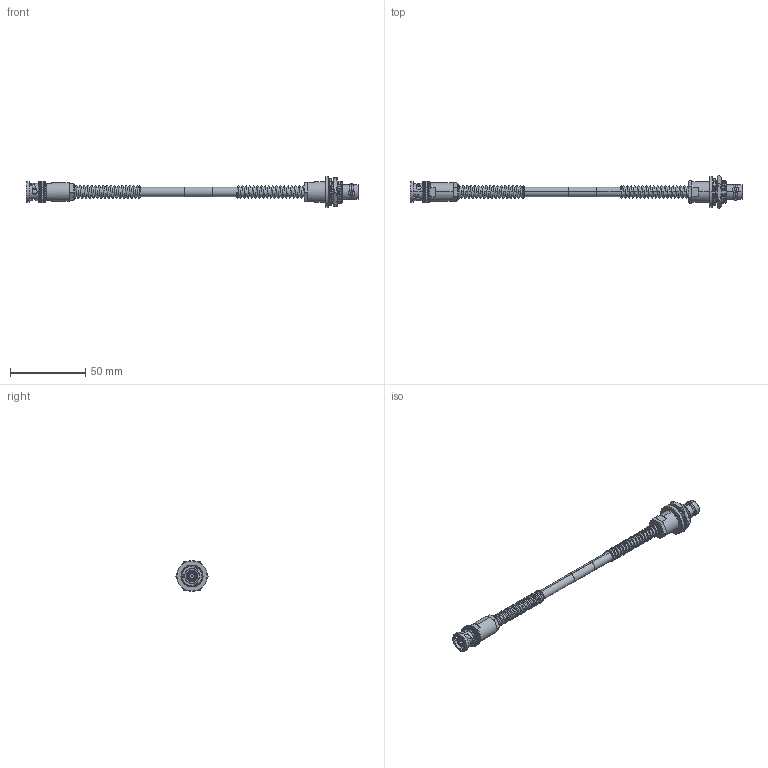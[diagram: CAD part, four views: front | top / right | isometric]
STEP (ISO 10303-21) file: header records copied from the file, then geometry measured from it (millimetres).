
FILE_DESCRIPTION (( 'STEP AP214' ), '1' );
FILE_NAME ('FM3MSA00659_3D.step', '2023-08-18T18:49:08', ( '' ), ( '' ), 'SwSTEP 2.0', 'SolidWorks 2022', '' );
FILE_SCHEMA (( 'AUTOMOTIVE_DESIGN' ));
Length unit declared in the file: inch
Products named in the file (19): 10-06573-MA6; FM3MSA00659_3D; 10-06033-XXX-MA4; 10-06033-XXX-MA3; 10-06033-XXX-MA2(S); 10-06573-MA5; 10-06573-MA4; TWC-124-2_6"; 10-06573-MA1; 10-06033-XXX-MA5; 10-06033-XXX-MA1; 10-06033-XXX-MA6; 10-06033-XXX(S); 10-06033-XXX-MA8; 10-06033-XXX-MA7; 1AW01-003_.25" x .75" long; 10-06573-XXX(S); 10-06573-MA3; 10-06573-MA2(S)
Assembly tree (18 placements, depth 3):
  FM3MSA00659_3D
    TWC-124-2_6"
    10-06033-XXX(S)
      10-06033-XXX-MA1
      10-06033-XXX-MA2(S)
      10-06033-XXX-MA3
      10-06033-XXX-MA4
      10-06033-XXX-MA5
      10-06033-XXX-MA6
      10-06033-XXX-MA7
      10-06033-XXX-MA8
    10-06573-XXX(S)
      10-06573-MA1
      10-06573-MA5
      10-06573-MA2(S)
      10-06573-MA3
      10-06573-MA4
      10-06573-MA6
    1AW01-003_.25" x .75" long
Bounding box: 221.21 x 22 x 20.52 mm (x, y, z)
Volume: 12782.9 mm3; surface area: 16504.8 mm2
Topology: 17 solids, 17 shells, 1130 faces, 3062 edges, 1995 vertices
Faces by surface type: cylinder 544, plane 216, torus 208, cone 110, bspline 52
Entity records: 63289 total; most frequent: CARTESIAN_POINT 33676, ORIENTED_EDGE 6116, DIRECTION 5794, EDGE_CURVE 3058, AXIS2_PLACEMENT_3D 2441, VERTEX_POINT 1995, CIRCLE 1340, EDGE_LOOP 1201
